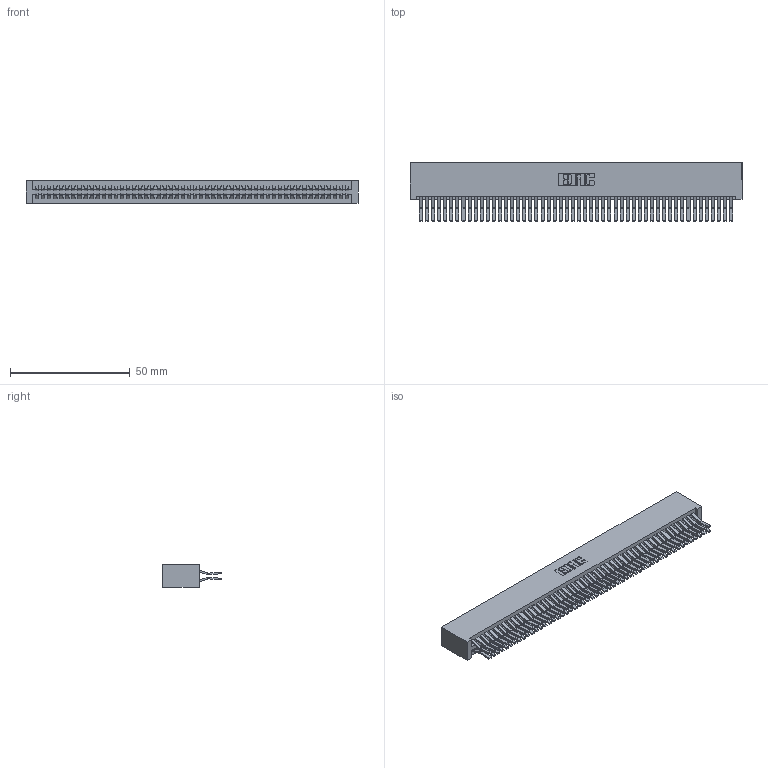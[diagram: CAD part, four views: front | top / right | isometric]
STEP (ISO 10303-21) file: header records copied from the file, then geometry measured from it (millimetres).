
FILE_DESCRIPTION (( 'STEP AP203' ), '1' );
FILE_NAME ('345-104-560-201.STEP', '2019-11-03T13:39:35', ( '' ), ( '' ), 'SwSTEP 2.0', 'SolidWorks 2016', '' );
FILE_SCHEMA (( 'CONFIG_CONTROL_DESIGN' ));
Length unit declared in the file: inch
Products named in the file (3): 345 Part_No Mounting Lugs; 345-104-560-201; 345-292-001_560 Tail
Assembly tree (105 placements, depth 2):
  345-104-560-201
    345 Part_No Mounting Lugs
    345-292-001_560 Tail  x104
Bounding box: 138.68 x 24.45 x 9.4 mm (x, y, z)
Volume: 14862.3 mm3; surface area: 24219.2 mm2
Topology: 105 solids, 105 shells, 5526 faces, 16437 edges, 10818 vertices
Faces by surface type: plane 3508, cylinder 2018
Entity records: 39265 total; most frequent: CARTESIAN_POINT 6572, ORIENTED_EDGE 6506, DIRECTION 5781, EDGE_CURVE 3253, LINE 2917, VECTOR 2917, VERTEX_POINT 2166, AXIS2_PLACEMENT_3D 1432
